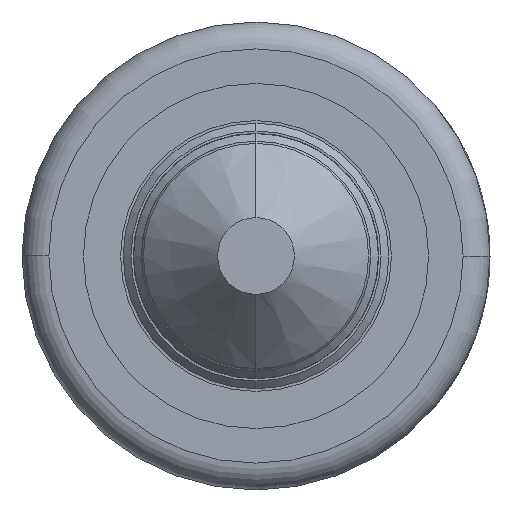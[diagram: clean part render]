
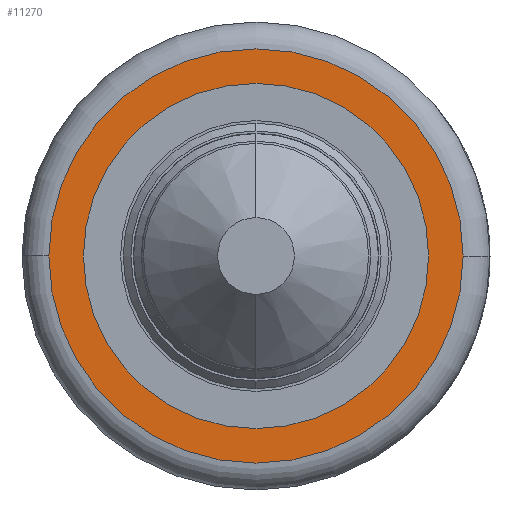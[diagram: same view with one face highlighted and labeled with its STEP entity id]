
A CAD part, left-side view. The second image highlights one B-rep face of the part: STEP entity #11270.
In plain terms, the highlighted face is planar.
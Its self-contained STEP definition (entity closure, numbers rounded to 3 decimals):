
#2024 = DIRECTION ( 'NONE',  ( 0., 1., 0. ) ) ;
#2558 = CARTESIAN_POINT ( 'NONE',  ( 0., 13.9, -2.7 ) ) ;
#3297 = EDGE_CURVE ( 'NONE', #17217, #11565, #12952, .T. ) ;
#4098 = DIRECTION ( 'NONE',  ( 0., 0., 1. ) ) ;
#4628 = CIRCLE ( 'NONE', #6786, 2.7 ) ;
#4996 = EDGE_CURVE ( 'NONE', #11565, #17217, #4628, .T. ) ;
#6506 = AXIS2_PLACEMENT_3D ( 'NONE', #10496, #10655, #4098 ) ;
#6721 = EDGE_LOOP ( 'NONE', ( #7798, #8099 ) ) ;
#6786 = AXIS2_PLACEMENT_3D ( 'NONE', #8701, #14185, #14127 ) ;
#7520 = AXIS2_PLACEMENT_3D ( 'NONE', #12490, #2024, #11166 ) ;
#7683 = CARTESIAN_POINT ( 'NONE',  ( 0., 13.9, 2.7 ) ) ;
#7798 = ORIENTED_EDGE ( 'NONE', *, *, #4996, .T. ) ;
#8099 = ORIENTED_EDGE ( 'NONE', *, *, #3297, .T. ) ;
#8701 = CARTESIAN_POINT ( 'NONE',  ( 0., 13.9, 0. ) ) ;
#9363 = PLANE ( 'NONE',  #6506 ) ;
#9759 = FACE_OUTER_BOUND ( 'NONE', #6721, .T. ) ;
#10496 = CARTESIAN_POINT ( 'NONE',  ( 0., 13.9, 0. ) ) ;
#10655 = DIRECTION ( 'NONE',  ( 0., 1., 0. ) ) ;
#11166 = DIRECTION ( 'NONE',  ( 0., 0., 1. ) ) ;
#11270 = ADVANCED_FACE ( 'NONE', ( #9759 ), #9363, .T. ) ;
#11565 = VERTEX_POINT ( 'NONE', #7683 ) ;
#12490 = CARTESIAN_POINT ( 'NONE',  ( 0., 13.9, 0. ) ) ;
#12952 = CIRCLE ( 'NONE', #7520, 2.7 ) ;
#14127 = DIRECTION ( 'NONE',  ( 0., 0., 1. ) ) ;
#14185 = DIRECTION ( 'NONE',  ( 0., 1., 0. ) ) ;
#17217 = VERTEX_POINT ( 'NONE', #2558 ) ;
